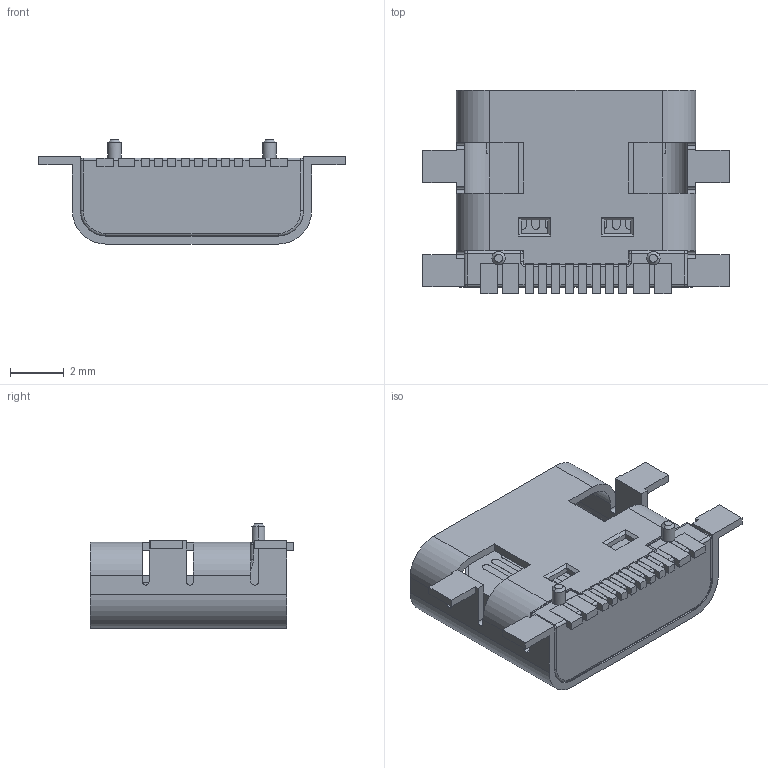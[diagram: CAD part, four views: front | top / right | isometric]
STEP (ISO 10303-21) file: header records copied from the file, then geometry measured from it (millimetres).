
FILE_DESCRIPTION (( 'STEP AP203' ), '1' );
FILE_NAME ('USB Type C Port (SMD Type).STEP', '2020-07-18T16:10:16', ( '' ), ( '' ), 'SwSTEP 2.0', 'SolidWorks 2018', '' );
FILE_SCHEMA (( 'CONFIG_CONTROL_DESIGN' ));
Length unit declared in the file: millimetre
Products named in the file (1): USB Type C Port (SMD Type)
Bounding box: 11.44 x 7.61 x 3.89 mm (x, y, z)
Volume: 115.7 mm3; surface area: 576.2 mm2
Topology: 24 solids, 24 shells, 410 faces, 1025 edges, 650 vertices
Faces by surface type: plane 289, cylinder 93, torus 12, cone 8, sphere 6, bspline 2
Entity records: 12134 total; most frequent: CARTESIAN_POINT 2174, DIRECTION 2043, ORIENTED_EDGE 2034, EDGE_CURVE 1017, LINE 793, VECTOR 793, VERTEX_POINT 650, AXIS2_PLACEMENT_3D 625
